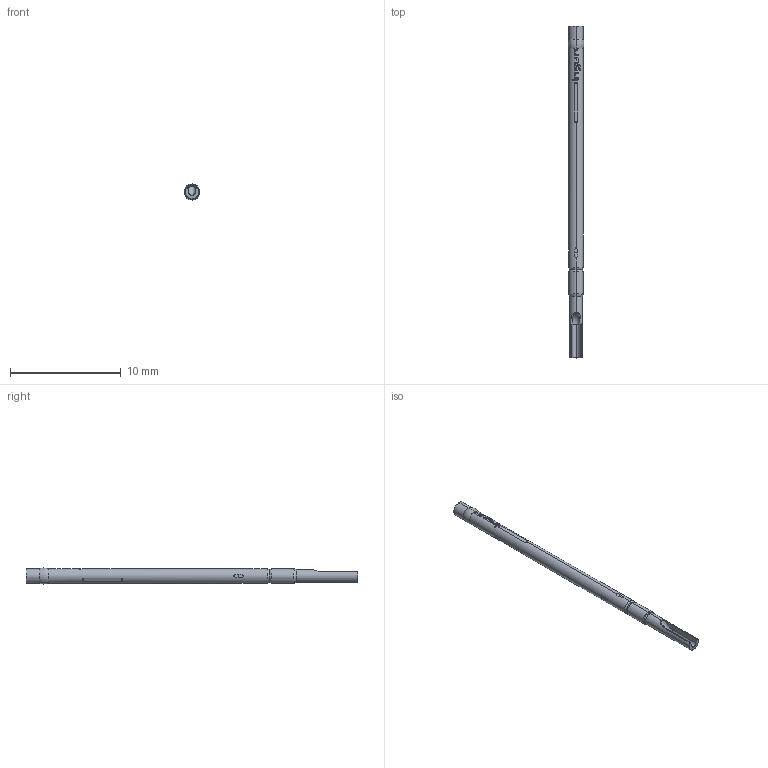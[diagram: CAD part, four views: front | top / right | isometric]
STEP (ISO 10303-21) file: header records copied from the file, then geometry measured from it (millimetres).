
FILE_DESCRIPTION (( 'STEP AP203' ), '1' );
FILE_NAME ('INGUN_KS-075_30_E05.STEP', '2022-02-09T05:08:24', ( 'ochi' ), ( '' ), 'SwSTEP 2.0', 'SolidWorks 2018', '' );
FILE_SCHEMA (( 'CONFIG_CONTROL_DESIGN' ));
Length unit declared in the file: millimetre
Products named in the file (1): INGUN_KS-075_30_E05
Bounding box: 1.44 x 30 x 1.45 mm (x, y, z)
Volume: 37.4 mm3; surface area: 127.3 mm2
Topology: 1 solids, 1 shells, 130 faces, 349 edges, 226 vertices
Faces by surface type: bspline 61, cylinder 45, plane 11, torus 11, cone 2
Entity records: 5479 total; most frequent: CARTESIAN_POINT 2789, ORIENTED_EDGE 698, EDGE_CURVE 349, DIRECTION 288, B_SPLINE_CURVE_WITH_KNOTS 247, VERTEX_POINT 226, EDGE_LOOP 135, FACE_OUTER_BOUND 130
